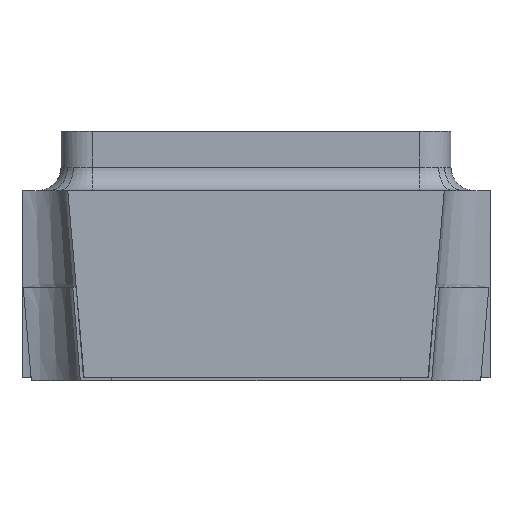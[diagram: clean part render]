
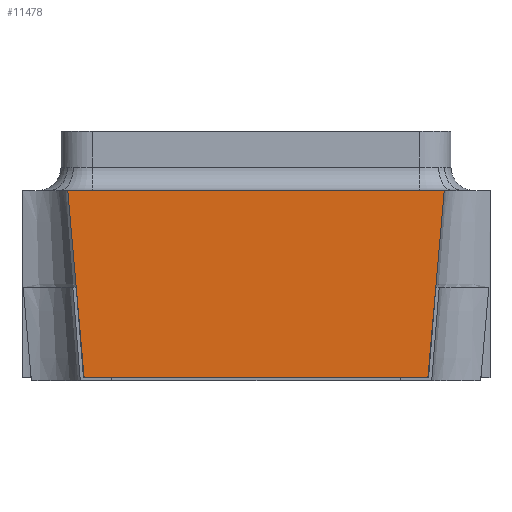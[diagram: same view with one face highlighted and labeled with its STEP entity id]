
A CAD part, left-side view. The second image highlights one B-rep face of the part: STEP entity #11478.
In plain terms, the highlighted planar face has unit normal (-1, 0, 0).
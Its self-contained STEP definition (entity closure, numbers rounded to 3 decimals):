
#1415 = EDGE_CURVE ( 'NONE', #9531, #13210, #1684, .T. ) ;
#1684 = LINE ( 'NONE', #11677, #2727 ) ;
#2727 = VECTOR ( 'NONE', #12880, 1000. ) ;
#2961 = ORIENTED_EDGE ( 'NONE', *, *, #3067, .T. ) ;
#3067 = EDGE_CURVE ( 'NONE', #10958, #8804, #5391, .T. ) ;
#3820 = VECTOR ( 'NONE', #14395, 1000. ) ;
#4319 = ORIENTED_EDGE ( 'NONE', *, *, #6474, .F. ) ;
#5244 = DIRECTION ( 'NONE',  ( 0., -1., 0. ) ) ;
#5391 = LINE ( 'NONE', #7552, #9328 ) ;
#5519 = CARTESIAN_POINT ( 'NONE',  ( -1.6, 0.551, 0.01 ) ) ;
#5828 = CARTESIAN_POINT ( 'NONE',  ( -1.6, 0.603, 0.61 ) ) ;
#6020 = EDGE_CURVE ( 'NONE', #10958, #9531, #8416, .T. ) ;
#6181 = EDGE_LOOP ( 'NONE', ( #4319, #12048, #10235, #2961 ) ) ;
#6272 = DIRECTION ( 'NONE',  ( 0., 1., 0. ) ) ;
#6474 = EDGE_CURVE ( 'NONE', #13210, #8804, #10630, .T. ) ;
#7395 = DIRECTION ( 'NONE',  ( 1., 0., 0. ) ) ;
#7552 = CARTESIAN_POINT ( 'NONE',  ( -1.6, 0.75, 0.01 ) ) ;
#8269 = CARTESIAN_POINT ( 'NONE',  ( -1.6, 0.75, 2.286 ) ) ;
#8416 = LINE ( 'NONE', #8269, #10156 ) ;
#8804 = VERTEX_POINT ( 'NONE', #14059 ) ;
#9328 = VECTOR ( 'NONE', #5244, 1000. ) ;
#9509 = CARTESIAN_POINT ( 'NONE',  ( -1.6, -0.75, 2.286 ) ) ;
#9531 = VERTEX_POINT ( 'NONE', #5828 ) ;
#9585 = PLANE ( 'NONE',  #10909 ) ;
#10156 = VECTOR ( 'NONE', #10402, 1000. ) ;
#10235 = ORIENTED_EDGE ( 'NONE', *, *, #6020, .F. ) ;
#10402 = DIRECTION ( 'NONE',  ( 0., 0.087, 0.996 ) ) ;
#10552 = FACE_OUTER_BOUND ( 'NONE', #6181, .T. ) ;
#10630 = LINE ( 'NONE', #9509, #3820 ) ;
#10909 = AXIS2_PLACEMENT_3D ( 'NONE', #11933, #7395, #6272 ) ;
#10958 = VERTEX_POINT ( 'NONE', #5519 ) ;
#11478 = ADVANCED_FACE ( 'NONE', ( #10552 ), #9585, .F. ) ;
#11677 = CARTESIAN_POINT ( 'NONE',  ( -1.6, 0.75, 0.61 ) ) ;
#11715 = CARTESIAN_POINT ( 'NONE',  ( -1.6, -0.603, 0.61 ) ) ;
#11933 = CARTESIAN_POINT ( 'NONE',  ( -1.6, 0.75, 0.61 ) ) ;
#12048 = ORIENTED_EDGE ( 'NONE', *, *, #1415, .F. ) ;
#12880 = DIRECTION ( 'NONE',  ( 0., -1., 0. ) ) ;
#13210 = VERTEX_POINT ( 'NONE', #11715 ) ;
#14059 = CARTESIAN_POINT ( 'NONE',  ( -1.6, -0.551, 0.01 ) ) ;
#14395 = DIRECTION ( 'NONE',  ( 0., 0.087, -0.996 ) ) ;
